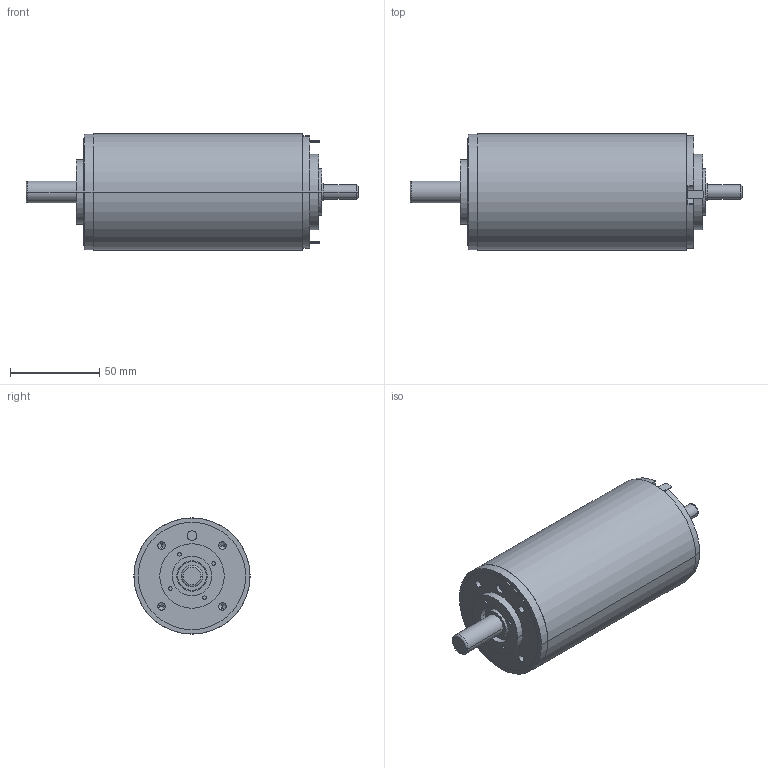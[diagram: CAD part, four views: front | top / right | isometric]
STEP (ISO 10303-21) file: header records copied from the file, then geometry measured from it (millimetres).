
FILE_DESCRIPTION((''),'2;1');
FILE_NAME('353294_RE65_GB_250W_KL_2WE','2016-10-10T',('mmagvisi'),(''),'CREO PARAMETRIC BY PTC INC, 2016050','CREO PARAMETRIC BY PTC INC, 2016050','');
FILE_SCHEMA(('CONFIG_CONTROL_DESIGN'));
Length unit declared in the file: millimetre
Products named in the file (1): 353294_RE65_GB_250W_KL_2WE
Bounding box: 185.5 x 65 x 65 mm (x, y, z)
Volume: 431602.2 mm3; surface area: 37907.6 mm2
Topology: 1 solids, 1 shells, 208 faces, 488 edges, 304 vertices
Faces by surface type: plane 92, cylinder 82, cone 30, torus 4
Entity records: 7316 total; most frequent: DIRECTION 1068, CARTESIAN_POINT 976, ORIENTED_EDGE 928, PRESENTATION_STYLE_ASSIGNMENT 465, STYLED_ITEM 465, CURVE_STYLE 464, EDGE_CURVE 464, AXIS2_PLACEMENT_3D 396
